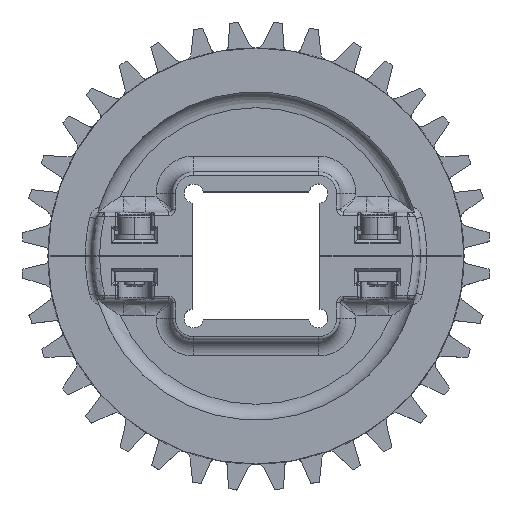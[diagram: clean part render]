
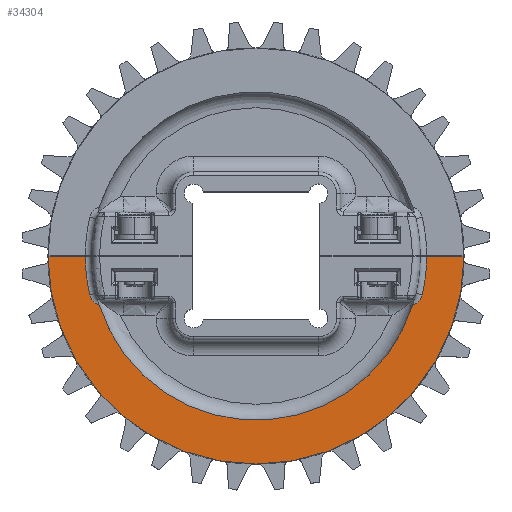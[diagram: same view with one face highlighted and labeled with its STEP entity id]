
A CAD part, top view. The second image highlights one B-rep face of the part: STEP entity #34304.
In plain terms, the highlighted planar face has unit normal (0, 0, 1).
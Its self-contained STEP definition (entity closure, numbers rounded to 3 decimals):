
#11 = DIRECTION ( 'NONE',  ( 1., 0., 0. ) ) ;
#443 = CARTESIAN_POINT ( 'NONE',  ( -48.977, -15.414, 7.5 ) ) ;
#449 = VERTEX_POINT ( 'NONE', #21655 ) ;
#478 = ORIENTED_EDGE ( 'NONE', *, *, #21319, .F. ) ;
#1567 = EDGE_CURVE ( 'NONE', #449, #28672, #3701, .T. ) ;
#2330 = VECTOR ( 'NONE', #30449, 1000. ) ;
#3146 = FACE_OUTER_BOUND ( 'NONE', #17508, .T. ) ;
#3370 = CIRCLE ( 'NONE', #8742, 53.37 ) ;
#3701 = CIRCLE ( 'NONE', #26858, 51.345 ) ;
#3948 = DIRECTION ( 'NONE',  ( 0., 0., -1. ) ) ;
#4635 = VERTEX_POINT ( 'NONE', #14324 ) ;
#5998 = DIRECTION ( 'NONE',  ( 1., 0., 0. ) ) ;
#6228 = DIRECTION ( 'NONE',  ( 0., 0., -1. ) ) ;
#6327 = DIRECTION ( 'NONE',  ( 0., 0., -1. ) ) ;
#6553 = EDGE_CURVE ( 'NONE', #12431, #31796, #33140, .T. ) ;
#7206 = CARTESIAN_POINT ( 'NONE',  ( 0., -0.125, 7.5 ) ) ;
#7385 = EDGE_CURVE ( 'NONE', #33469, #449, #19488, .T. ) ;
#7438 = CARTESIAN_POINT ( 'NONE',  ( 53.37, -0.125, 7.5 ) ) ;
#7704 = DIRECTION ( 'NONE',  ( 0., 0., -1. ) ) ;
#8742 = AXIS2_PLACEMENT_3D ( 'NONE', #25772, #6228, #11994 ) ;
#10312 = LINE ( 'NONE', #18695, #28655 ) ;
#11067 = EDGE_CURVE ( 'NONE', #28672, #12431, #34377, .T. ) ;
#11390 = CARTESIAN_POINT ( 'NONE',  ( 47.585, -11.135, 7.5 ) ) ;
#11710 = PLANE ( 'NONE',  #13039 ) ;
#11994 = DIRECTION ( 'NONE',  ( 1., 0., 0. ) ) ;
#12331 = CARTESIAN_POINT ( 'NONE',  ( 51.966, -12.16, 7.5 ) ) ;
#12431 = VERTEX_POINT ( 'NONE', #35180 ) ;
#12907 = ORIENTED_EDGE ( 'NONE', *, *, #16973, .T. ) ;
#13039 = AXIS2_PLACEMENT_3D ( 'NONE', #22522, #14496, #25843 ) ;
#13475 = EDGE_CURVE ( 'NONE', #4635, #32936, #15142, .T. ) ;
#13683 = ORIENTED_EDGE ( 'NONE', *, *, #33052, .F. ) ;
#14324 = CARTESIAN_POINT ( 'NONE',  ( -65.05, -0.125, 7.5 ) ) ;
#14496 = DIRECTION ( 'NONE',  ( 0., 0., 1. ) ) ;
#15142 = CIRCLE ( 'NONE', #24639, 65.05 ) ;
#15303 = DIRECTION ( 'NONE',  ( 1., 0., 0. ) ) ;
#15921 = AXIS2_PLACEMENT_3D ( 'NONE', #11390, #7704, #30378 ) ;
#16973 = EDGE_CURVE ( 'NONE', #31484, #33469, #3370, .T. ) ;
#17328 = CARTESIAN_POINT ( 'NONE',  ( 0., 0., 7.5 ) ) ;
#17508 = EDGE_LOOP ( 'NONE', ( #30846, #28449, #23784, #23189, #478, #28462, #13683, #12907 ) ) ;
#18695 = CARTESIAN_POINT ( 'NONE',  ( 0., -0.125, 7.5 ) ) ;
#19488 = CIRCLE ( 'NONE', #15921, 4.5 ) ;
#20042 = AXIS2_PLACEMENT_3D ( 'NONE', #17328, #23108, #5998 ) ;
#20528 = DIRECTION ( 'NONE',  ( 1., 0., 0. ) ) ;
#21193 = LINE ( 'NONE', #7206, #2330 ) ;
#21319 = EDGE_CURVE ( 'NONE', #4635, #31796, #10312, .T. ) ;
#21655 = CARTESIAN_POINT ( 'NONE',  ( 48.977, -15.414, 7.5 ) ) ;
#22522 = CARTESIAN_POINT ( 'NONE',  ( 0., 0., 7.5 ) ) ;
#23108 = DIRECTION ( 'NONE',  ( 0., 0., -1. ) ) ;
#23133 = DIRECTION ( 'NONE',  ( 0., 0., 1. ) ) ;
#23189 = ORIENTED_EDGE ( 'NONE', *, *, #6553, .T. ) ;
#23381 = CARTESIAN_POINT ( 'NONE',  ( -53.37, -0.125, 7.5 ) ) ;
#23784 = ORIENTED_EDGE ( 'NONE', *, *, #11067, .T. ) ;
#24639 = AXIS2_PLACEMENT_3D ( 'NONE', #28713, #23133, #20528 ) ;
#25772 = CARTESIAN_POINT ( 'NONE',  ( 0., 0., 7.5 ) ) ;
#25843 = DIRECTION ( 'NONE',  ( 1., 0., 0. ) ) ;
#26858 = AXIS2_PLACEMENT_3D ( 'NONE', #34453, #6327, #11 ) ;
#27436 = DIRECTION ( 'NONE',  ( 1., 0., 0. ) ) ;
#28449 = ORIENTED_EDGE ( 'NONE', *, *, #1567, .T. ) ;
#28462 = ORIENTED_EDGE ( 'NONE', *, *, #13475, .T. ) ;
#28655 = VECTOR ( 'NONE', #27436, 1000. ) ;
#28672 = VERTEX_POINT ( 'NONE', #443 ) ;
#28713 = CARTESIAN_POINT ( 'NONE',  ( 0., 0., 7.5 ) ) ;
#29431 = CARTESIAN_POINT ( 'NONE',  ( -47.585, -11.135, 7.5 ) ) ;
#30378 = DIRECTION ( 'NONE',  ( 1., 0., 0. ) ) ;
#30449 = DIRECTION ( 'NONE',  ( 1., 0., 0. ) ) ;
#30810 = AXIS2_PLACEMENT_3D ( 'NONE', #29431, #3948, #15303 ) ;
#30846 = ORIENTED_EDGE ( 'NONE', *, *, #7385, .T. ) ;
#31484 = VERTEX_POINT ( 'NONE', #7438 ) ;
#31796 = VERTEX_POINT ( 'NONE', #23381 ) ;
#32347 = CARTESIAN_POINT ( 'NONE',  ( 65.05, -0.125, 7.5 ) ) ;
#32936 = VERTEX_POINT ( 'NONE', #32347 ) ;
#33052 = EDGE_CURVE ( 'NONE', #31484, #32936, #21193, .T. ) ;
#33140 = CIRCLE ( 'NONE', #20042, 53.37 ) ;
#33469 = VERTEX_POINT ( 'NONE', #12331 ) ;
#34304 = ADVANCED_FACE ( 'NONE', ( #3146 ), #11710, .T. ) ;
#34377 = CIRCLE ( 'NONE', #30810, 4.5 ) ;
#34453 = CARTESIAN_POINT ( 'NONE',  ( 0., 0., 7.5 ) ) ;
#35180 = CARTESIAN_POINT ( 'NONE',  ( -51.966, -12.16, 7.5 ) ) ;
